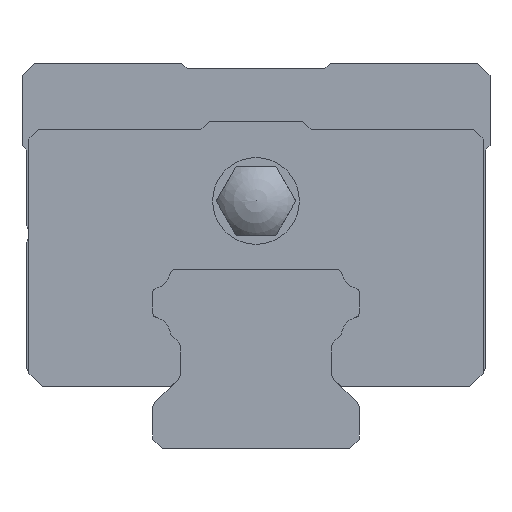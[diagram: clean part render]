
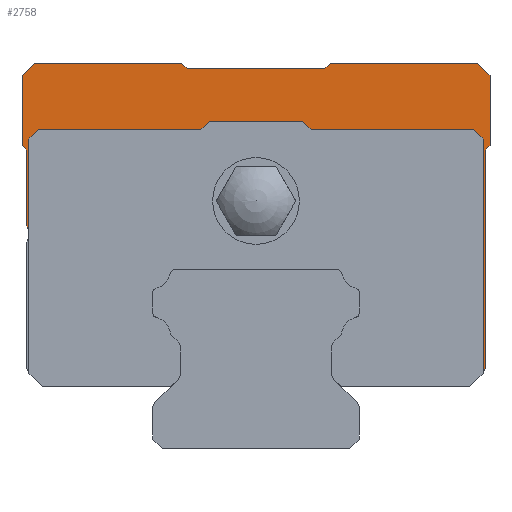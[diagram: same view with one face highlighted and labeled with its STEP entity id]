
A CAD part, front view. The second image highlights one B-rep face of the part: STEP entity #2758.
In plain terms, the highlighted planar face has unit normal (0, -1, 0).
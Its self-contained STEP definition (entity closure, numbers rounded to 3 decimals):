
#133=LINE('',#5065,#389);
#134=LINE('',#5067,#390);
#135=LINE('',#5069,#391);
#136=LINE('',#5071,#392);
#137=LINE('',#5073,#393);
#138=LINE('',#5075,#394);
#139=LINE('',#5077,#395);
#140=LINE('',#5079,#396);
#141=LINE('',#5081,#397);
#142=LINE('',#5084,#398);
#143=LINE('',#5086,#399);
#144=LINE('',#5088,#400);
#145=LINE('',#5090,#401);
#146=LINE('',#5092,#402);
#147=LINE('',#5094,#403);
#148=LINE('',#5096,#404);
#149=LINE('',#5098,#405);
#150=LINE('',#5100,#406);
#151=LINE('',#5102,#407);
#152=LINE('',#5104,#408);
#153=LINE('',#5106,#409);
#154=LINE('',#5108,#410);
#389=VECTOR('',#4245,1000.);
#390=VECTOR('',#4246,1000.);
#391=VECTOR('',#4247,1000.);
#392=VECTOR('',#4248,1000.);
#393=VECTOR('',#4249,1000.);
#394=VECTOR('',#4250,1000.);
#395=VECTOR('',#4251,1000.);
#396=VECTOR('',#4252,1000.);
#397=VECTOR('',#4253,1000.);
#398=VECTOR('',#4256,1000.);
#399=VECTOR('',#4257,1000.);
#400=VECTOR('',#4258,1000.);
#401=VECTOR('',#4259,1000.);
#402=VECTOR('',#4260,1000.);
#403=VECTOR('',#4261,1000.);
#404=VECTOR('',#4262,1000.);
#405=VECTOR('',#4263,1000.);
#406=VECTOR('',#4264,1000.);
#407=VECTOR('',#4265,1000.);
#408=VECTOR('',#4266,1000.);
#409=VECTOR('',#4267,1000.);
#410=VECTOR('',#4268,1000.);
#596=PLANE('',#3737);
#931=ORIENTED_EDGE('',*,*,#1582,.F.);
#932=ORIENTED_EDGE('',*,*,#1583,.T.);
#933=ORIENTED_EDGE('',*,*,#1584,.T.);
#934=ORIENTED_EDGE('',*,*,#1585,.T.);
#935=ORIENTED_EDGE('',*,*,#1586,.T.);
#936=ORIENTED_EDGE('',*,*,#1587,.T.);
#937=ORIENTED_EDGE('',*,*,#1588,.T.);
#938=ORIENTED_EDGE('',*,*,#1589,.T.);
#939=ORIENTED_EDGE('',*,*,#1590,.T.);
#940=ORIENTED_EDGE('',*,*,#1591,.T.);
#941=ORIENTED_EDGE('',*,*,#1592,.F.);
#942=ORIENTED_EDGE('',*,*,#1593,.F.);
#943=ORIENTED_EDGE('',*,*,#1594,.F.);
#944=ORIENTED_EDGE('',*,*,#1595,.F.);
#945=ORIENTED_EDGE('',*,*,#1596,.F.);
#946=ORIENTED_EDGE('',*,*,#1597,.F.);
#947=ORIENTED_EDGE('',*,*,#1598,.F.);
#948=ORIENTED_EDGE('',*,*,#1599,.F.);
#949=ORIENTED_EDGE('',*,*,#1600,.F.);
#950=ORIENTED_EDGE('',*,*,#1601,.F.);
#951=ORIENTED_EDGE('',*,*,#1602,.F.);
#952=ORIENTED_EDGE('',*,*,#1603,.F.);
#953=ORIENTED_EDGE('',*,*,#1604,.F.);
#954=ORIENTED_EDGE('',*,*,#1605,.F.);
#1582=EDGE_CURVE('',#1932,#1934,#2167,.T.);
#1583=EDGE_CURVE('',#1932,#1935,#133,.T.);
#1584=EDGE_CURVE('',#1935,#1936,#134,.T.);
#1585=EDGE_CURVE('',#1936,#1937,#135,.T.);
#1586=EDGE_CURVE('',#1937,#1938,#136,.T.);
#1587=EDGE_CURVE('',#1938,#1939,#137,.T.);
#1588=EDGE_CURVE('',#1939,#1940,#138,.T.);
#1589=EDGE_CURVE('',#1940,#1941,#139,.T.);
#1590=EDGE_CURVE('',#1941,#1942,#140,.T.);
#1591=EDGE_CURVE('',#1942,#1928,#141,.T.);
#1592=EDGE_CURVE('',#1943,#1928,#2168,.T.);
#1593=EDGE_CURVE('',#1944,#1943,#142,.T.);
#1594=EDGE_CURVE('',#1945,#1944,#143,.T.);
#1595=EDGE_CURVE('',#1946,#1945,#144,.T.);
#1596=EDGE_CURVE('',#1947,#1946,#145,.T.);
#1597=EDGE_CURVE('',#1948,#1947,#146,.T.);
#1598=EDGE_CURVE('',#1949,#1948,#147,.T.);
#1599=EDGE_CURVE('',#1950,#1949,#148,.T.);
#1600=EDGE_CURVE('',#1951,#1950,#149,.T.);
#1601=EDGE_CURVE('',#1952,#1951,#150,.T.);
#1602=EDGE_CURVE('',#1953,#1952,#151,.T.);
#1603=EDGE_CURVE('',#1954,#1953,#152,.T.);
#1604=EDGE_CURVE('',#1955,#1954,#153,.T.);
#1605=EDGE_CURVE('',#1934,#1955,#154,.T.);
#1928=VERTEX_POINT('',#5049);
#1932=VERTEX_POINT('',#5058);
#1934=VERTEX_POINT('',#5064);
#1935=VERTEX_POINT('',#5066);
#1936=VERTEX_POINT('',#5068);
#1937=VERTEX_POINT('',#5070);
#1938=VERTEX_POINT('',#5072);
#1939=VERTEX_POINT('',#5074);
#1940=VERTEX_POINT('',#5076);
#1941=VERTEX_POINT('',#5078);
#1942=VERTEX_POINT('',#5080);
#1943=VERTEX_POINT('',#5083);
#1944=VERTEX_POINT('',#5085);
#1945=VERTEX_POINT('',#5087);
#1946=VERTEX_POINT('',#5089);
#1947=VERTEX_POINT('',#5091);
#1948=VERTEX_POINT('',#5093);
#1949=VERTEX_POINT('',#5095);
#1950=VERTEX_POINT('',#5097);
#1951=VERTEX_POINT('',#5099);
#1952=VERTEX_POINT('',#5101);
#1953=VERTEX_POINT('',#5103);
#1954=VERTEX_POINT('',#5105);
#1955=VERTEX_POINT('',#5107);
#2167=CIRCLE('',#3738,1.);
#2168=CIRCLE('',#3739,1.);
#2313=EDGE_LOOP('',(#931,#932,#933,#934,#935,#936,#937,#938,#939,#940,#941,
#942,#943,#944,#945,#946,#947,#948,#949,#950,#951,#952,#953,#954));
#2512=FACE_BOUND('',#2313,.T.);
#2758=ADVANCED_FACE('',(#2512),#596,.F.);
#3737=AXIS2_PLACEMENT_3D('',#5062,#4241,#4242);
#3738=AXIS2_PLACEMENT_3D('',#5063,#4243,#4244);
#3739=AXIS2_PLACEMENT_3D('',#5082,#4254,#4255);
#4241=DIRECTION('',(0.,1.,0.));
#4242=DIRECTION('',(0.,0.,1.));
#4243=DIRECTION('',(0.,-1.,0.));
#4244=DIRECTION('',(-1.,0.,0.));
#4245=DIRECTION('',(0.,0.,1.));
#4246=DIRECTION('',(0.707,0.,0.707));
#4247=DIRECTION('',(1.,0.,0.));
#4248=DIRECTION('',(0.707,0.,0.707));
#4249=DIRECTION('',(1.,0.,0.));
#4250=DIRECTION('',(0.707,0.,-0.707));
#4251=DIRECTION('',(1.,0.,0.));
#4252=DIRECTION('',(0.707,0.,-0.707));
#4253=DIRECTION('',(0.,0.,-1.));
#4254=DIRECTION('',(0.,1.,0.));
#4255=DIRECTION('',(-1.,0.,0.));
#4256=DIRECTION('',(0.,0.,-1.));
#4257=DIRECTION('',(-0.707,0.,-0.707));
#4258=DIRECTION('',(0.,0.,-1.));
#4259=DIRECTION('',(0.707,0.,-0.707));
#4260=DIRECTION('',(1.,0.,0.));
#4261=DIRECTION('',(0.707,0.,0.707));
#4262=DIRECTION('',(1.,0.,0.));
#4263=DIRECTION('',(0.707,0.,-0.707));
#4264=DIRECTION('',(1.,0.,0.));
#4265=DIRECTION('',(0.707,0.,0.707));
#4266=DIRECTION('',(0.,0.,1.));
#4267=DIRECTION('',(-0.707,0.,0.707));
#4268=DIRECTION('',(0.,0.,1.));
#5049=CARTESIAN_POINT('',(16.5,-24.55,5.514));
#5058=CARTESIAN_POINT('',(-16.5,-24.55,15.6));
#5062=CARTESIAN_POINT('',(15.7,-24.55,6.114));
#5063=CARTESIAN_POINT('',(-17.5,-24.55,15.6));
#5064=CARTESIAN_POINT('',(-16.7,-24.55,16.2));
#5065=CARTESIAN_POINT('',(-16.5,-24.55,6.114));
#5066=CARTESIAN_POINT('',(-16.5,-24.55,22.5));
#5067=CARTESIAN_POINT('',(-8.593,-24.55,30.407));
#5068=CARTESIAN_POINT('',(-15.8,-24.55,23.2));
#5069=CARTESIAN_POINT('',(15.7,-24.55,23.2));
#5070=CARTESIAN_POINT('',(-4.,-24.55,23.2));
#5071=CARTESIAN_POINT('',(-2.693,-24.55,24.507));
#5072=CARTESIAN_POINT('',(-3.4,-24.55,23.8));
#5073=CARTESIAN_POINT('',(15.7,-24.55,23.8));
#5074=CARTESIAN_POINT('',(3.4,-24.55,23.8));
#5075=CARTESIAN_POINT('',(18.393,-24.55,8.807));
#5076=CARTESIAN_POINT('',(4.,-24.55,23.2));
#5077=CARTESIAN_POINT('',(15.7,-24.55,23.2));
#5078=CARTESIAN_POINT('',(15.8,-24.55,23.2));
#5079=CARTESIAN_POINT('',(24.293,-24.55,14.707));
#5080=CARTESIAN_POINT('',(16.5,-24.55,22.5));
#5081=CARTESIAN_POINT('',(16.5,-24.55,6.114));
#5082=CARTESIAN_POINT('',(15.7,-24.55,6.114));
#5083=CARTESIAN_POINT('',(16.7,-24.55,6.114));
#5084=CARTESIAN_POINT('',(16.7,-24.55,21.7));
#5085=CARTESIAN_POINT('',(16.7,-24.55,21.7));
#5086=CARTESIAN_POINT('',(16.7,-24.55,21.7));
#5087=CARTESIAN_POINT('',(17.,-24.55,22.));
#5088=CARTESIAN_POINT('',(17.,-24.55,27.1));
#5089=CARTESIAN_POINT('',(17.,-24.55,27.1));
#5090=CARTESIAN_POINT('',(16.1,-24.55,28.));
#5091=CARTESIAN_POINT('',(16.1,-24.55,28.));
#5092=CARTESIAN_POINT('',(5.4,-24.55,28.));
#5093=CARTESIAN_POINT('',(5.4,-24.55,28.));
#5094=CARTESIAN_POINT('',(5.,-24.55,27.6));
#5095=CARTESIAN_POINT('',(5.,-24.55,27.6));
#5096=CARTESIAN_POINT('',(-5.,-24.55,27.6));
#5097=CARTESIAN_POINT('',(-5.,-24.55,27.6));
#5098=CARTESIAN_POINT('',(-5.4,-24.55,28.));
#5099=CARTESIAN_POINT('',(-5.4,-24.55,28.));
#5100=CARTESIAN_POINT('',(-16.1,-24.55,28.));
#5101=CARTESIAN_POINT('',(-16.1,-24.55,28.));
#5102=CARTESIAN_POINT('',(-17.,-24.55,27.1));
#5103=CARTESIAN_POINT('',(-17.,-24.55,27.1));
#5104=CARTESIAN_POINT('',(-17.,-24.55,27.1));
#5105=CARTESIAN_POINT('',(-17.,-24.55,22.));
#5106=CARTESIAN_POINT('',(-16.7,-24.55,21.7));
#5107=CARTESIAN_POINT('',(-16.7,-24.55,21.7));
#5108=CARTESIAN_POINT('',(-16.7,-24.55,21.7));
